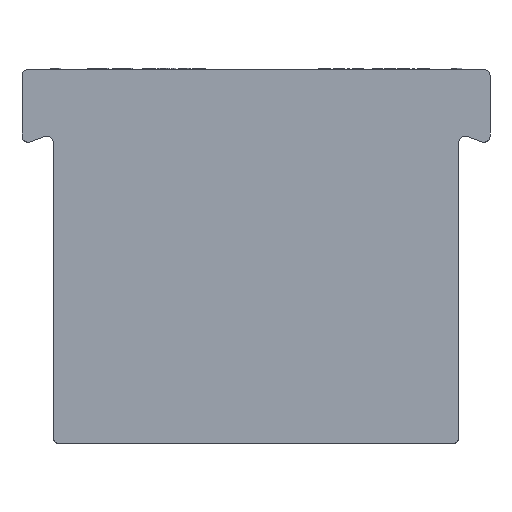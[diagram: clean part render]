
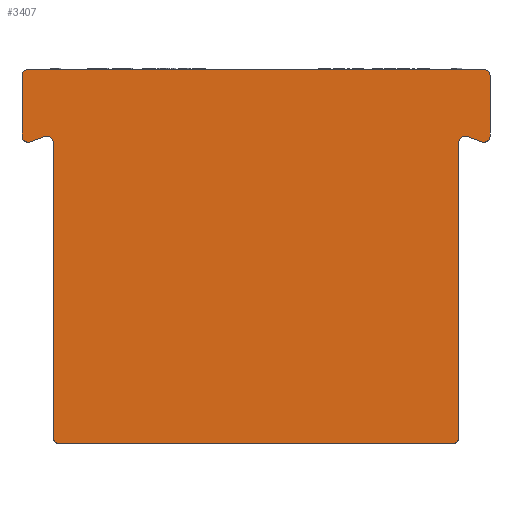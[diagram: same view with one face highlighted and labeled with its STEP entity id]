
A CAD part, left-side view. The second image highlights one B-rep face of the part: STEP entity #3407.
In plain terms, the highlighted planar face has unit normal (-1, 0, 0).
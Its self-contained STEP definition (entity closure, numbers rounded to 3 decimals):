
#81 = EDGE_CURVE ( 'NONE', #3582, #2872, #3552, .T. ) ;
#172 = VERTEX_POINT ( 'NONE', #11858 ) ;
#295 = CIRCLE ( 'NONE', #8424, 1. ) ;
#334 = VECTOR ( 'NONE', #14890, 1000. ) ;
#485 = DIRECTION ( 'NONE',  ( 0., -0.94, -0.342 ) ) ;
#526 = LINE ( 'NONE', #3919, #13368 ) ;
#614 = DIRECTION ( 'NONE',  ( -1., 0., 0. ) ) ;
#625 = AXIS2_PLACEMENT_3D ( 'NONE', #5329, #14654, #1702 ) ;
#773 = LINE ( 'NONE', #11264, #334 ) ;
#785 = VERTEX_POINT ( 'NONE', #4481 ) ;
#797 = DIRECTION ( 'NONE',  ( -1., 0., 0. ) ) ;
#857 = AXIS2_PLACEMENT_3D ( 'NONE', #11185, #7645, #14738 ) ;
#1022 = DIRECTION ( 'NONE',  ( 0., 0., -1. ) ) ;
#1055 = ORIENTED_EDGE ( 'NONE', *, *, #7233, .T. ) ;
#1131 = EDGE_LOOP ( 'NONE', ( #1796, #13116, #2163, #9378, #11292, #1576, #6538, #11507, #2645, #7548, #1055, #12698, #3257, #1847, #7581, #12560 ) ) ;
#1248 = CARTESIAN_POINT ( 'NONE',  ( 0., -32.5, -30. ) ) ;
#1349 = EDGE_CURVE ( 'NONE', #10387, #14464, #3744, .T. ) ;
#1410 = EDGE_CURVE ( 'NONE', #9293, #1465, #295, .T. ) ;
#1465 = VERTEX_POINT ( 'NONE', #9601 ) ;
#1576 = ORIENTED_EDGE ( 'NONE', *, *, #1349, .T. ) ;
#1702 = DIRECTION ( 'NONE',  ( 0., 0., -1. ) ) ;
#1796 = ORIENTED_EDGE ( 'NONE', *, *, #14395, .T. ) ;
#1847 = ORIENTED_EDGE ( 'NONE', *, *, #81, .T. ) ;
#1887 = DIRECTION ( 'NONE',  ( 0., 1., 0. ) ) ;
#1927 = CARTESIAN_POINT ( 'NONE',  ( 0., 32.5, 20. ) ) ;
#2163 = ORIENTED_EDGE ( 'NONE', *, *, #2726, .T. ) ;
#2344 = EDGE_CURVE ( 'NONE', #1465, #10387, #12188, .T. ) ;
#2373 = VERTEX_POINT ( 'NONE', #5328 ) ;
#2645 = ORIENTED_EDGE ( 'NONE', *, *, #7049, .T. ) ;
#2726 = EDGE_CURVE ( 'NONE', #8869, #9293, #526, .T. ) ;
#2872 = VERTEX_POINT ( 'NONE', #12553 ) ;
#3151 = CARTESIAN_POINT ( 'NONE',  ( 0., -37.5, 29. ) ) ;
#3214 = LINE ( 'NONE', #15015, #13304 ) ;
#3257 = ORIENTED_EDGE ( 'NONE', *, *, #14298, .F. ) ;
#3283 = EDGE_CURVE ( 'NONE', #10699, #2373, #4369, .T. ) ;
#3401 = CIRCLE ( 'NONE', #5387, 1. ) ;
#3407 = ADVANCED_FACE ( 'NONE', ( #10090 ), #11092, .F. ) ;
#3425 = CARTESIAN_POINT ( 'NONE',  ( 0., 33.5, 18.292 ) ) ;
#3552 = CIRCLE ( 'NONE', #857, 1. ) ;
#3582 = VERTEX_POINT ( 'NONE', #3151 ) ;
#3623 = EDGE_CURVE ( 'NONE', #785, #9194, #3401, .T. ) ;
#3724 = VERTEX_POINT ( 'NONE', #6251 ) ;
#3744 = CIRCLE ( 'NONE', #4975, 1. ) ;
#3919 = CARTESIAN_POINT ( 'NONE',  ( 0., 33.842, 19.232 ) ) ;
#4261 = CARTESIAN_POINT ( 'NONE',  ( 0., 32.5, -29. ) ) ;
#4369 = CIRCLE ( 'NONE', #10264, 1. ) ;
#4393 = CARTESIAN_POINT ( 'NONE',  ( 0., 31.5, -29. ) ) ;
#4463 = VERTEX_POINT ( 'NONE', #6386 ) ;
#4481 = CARTESIAN_POINT ( 'NONE',  ( 0., -31.5, -30. ) ) ;
#4516 = VECTOR ( 'NONE', #485, 1000. ) ;
#4862 = CARTESIAN_POINT ( 'NONE',  ( 0., -31.5, -29. ) ) ;
#4971 = CARTESIAN_POINT ( 'NONE',  ( 0., 31.5, -30. ) ) ;
#4975 = AXIS2_PLACEMENT_3D ( 'NONE', #4393, #6620, #13724 ) ;
#5020 = DIRECTION ( 'NONE',  ( 0., 0., -1. ) ) ;
#5328 = CARTESIAN_POINT ( 'NONE',  ( 0., -33.842, 19.232 ) ) ;
#5329 = CARTESIAN_POINT ( 'NONE',  ( 0., 36.5, 29. ) ) ;
#5340 = CIRCLE ( 'NONE', #13946, 1. ) ;
#5387 = AXIS2_PLACEMENT_3D ( 'NONE', #4862, #11945, #5020 ) ;
#5596 = CARTESIAN_POINT ( 'NONE',  ( 0., -32.5, -29. ) ) ;
#5672 = VECTOR ( 'NONE', #1887, 1000. ) ;
#5745 = VECTOR ( 'NONE', #7254, 1000. ) ;
#6234 = VECTOR ( 'NONE', #8805, 1000. ) ;
#6251 = CARTESIAN_POINT ( 'NONE',  ( 0., 36.5, 30. ) ) ;
#6380 = CARTESIAN_POINT ( 'NONE',  ( 0., -37.5, 30. ) ) ;
#6382 = CARTESIAN_POINT ( 'NONE',  ( 0., 37.5, 29. ) ) ;
#6386 = CARTESIAN_POINT ( 'NONE',  ( 0., -36.158, 18.389 ) ) ;
#6466 = DIRECTION ( 'NONE',  ( 1., 0., 0. ) ) ;
#6488 = CARTESIAN_POINT ( 'NONE',  ( 0., -36.158, 18.389 ) ) ;
#6513 = EDGE_CURVE ( 'NONE', #2872, #3724, #773, .T. ) ;
#6538 = ORIENTED_EDGE ( 'NONE', *, *, #14792, .F. ) ;
#6613 = VERTEX_POINT ( 'NONE', #6382 ) ;
#6620 = DIRECTION ( 'NONE',  ( -1., 0., 0. ) ) ;
#6833 = DIRECTION ( 'NONE',  ( 0., 0., -1. ) ) ;
#7049 = EDGE_CURVE ( 'NONE', #9194, #10699, #11810, .T. ) ;
#7233 = EDGE_CURVE ( 'NONE', #2373, #4463, #12357, .T. ) ;
#7254 = DIRECTION ( 'NONE',  ( 0., 0., 1. ) ) ;
#7453 = LINE ( 'NONE', #6380, #14017 ) ;
#7463 = CIRCLE ( 'NONE', #7723, 1. ) ;
#7546 = EDGE_CURVE ( 'NONE', #172, #8869, #7463, .T. ) ;
#7548 = ORIENTED_EDGE ( 'NONE', *, *, #3283, .T. ) ;
#7559 = DIRECTION ( 'NONE',  ( 0., 0., -1. ) ) ;
#7581 = ORIENTED_EDGE ( 'NONE', *, *, #6513, .T. ) ;
#7645 = DIRECTION ( 'NONE',  ( -1., 0., 0. ) ) ;
#7723 = AXIS2_PLACEMENT_3D ( 'NONE', #10026, #614, #7559 ) ;
#7901 = CARTESIAN_POINT ( 'NONE',  ( 0., -37.5, -30. ) ) ;
#8261 = CARTESIAN_POINT ( 'NONE',  ( 0., -37.5, 19.328 ) ) ;
#8424 = AXIS2_PLACEMENT_3D ( 'NONE', #3425, #6466, #11173 ) ;
#8601 = CARTESIAN_POINT ( 'NONE',  ( 0., -32.5, 18.292 ) ) ;
#8801 = AXIS2_PLACEMENT_3D ( 'NONE', #8938, #8867, #14639 ) ;
#8805 = DIRECTION ( 'NONE',  ( 0., 0., -1. ) ) ;
#8867 = DIRECTION ( 'NONE',  ( 1., 0., 0. ) ) ;
#8869 = VERTEX_POINT ( 'NONE', #15019 ) ;
#8938 = CARTESIAN_POINT ( 'NONE',  ( 0., -37.5, 30. ) ) ;
#8988 = CARTESIAN_POINT ( 'NONE',  ( 0., -36.5, 19.328 ) ) ;
#9055 = DIRECTION ( 'NONE',  ( 1., 0., 0. ) ) ;
#9138 = LINE ( 'NONE', #7901, #5672 ) ;
#9194 = VERTEX_POINT ( 'NONE', #5596 ) ;
#9293 = VERTEX_POINT ( 'NONE', #11338 ) ;
#9378 = ORIENTED_EDGE ( 'NONE', *, *, #1410, .T. ) ;
#9392 = CARTESIAN_POINT ( 'NONE',  ( 0., -33.5, 18.292 ) ) ;
#9601 = CARTESIAN_POINT ( 'NONE',  ( 0., 32.5, 18.292 ) ) ;
#10000 = EDGE_CURVE ( 'NONE', #4463, #12662, #5340, .T. ) ;
#10026 = CARTESIAN_POINT ( 'NONE',  ( 0., 36.5, 19.328 ) ) ;
#10090 = FACE_OUTER_BOUND ( 'NONE', #1131, .T. ) ;
#10264 = AXIS2_PLACEMENT_3D ( 'NONE', #9392, #9055, #14091 ) ;
#10387 = VERTEX_POINT ( 'NONE', #4261 ) ;
#10699 = VERTEX_POINT ( 'NONE', #8601 ) ;
#10932 = DIRECTION ( 'NONE',  ( 0., -0.94, 0.342 ) ) ;
#11092 = PLANE ( 'NONE',  #8801 ) ;
#11173 = DIRECTION ( 'NONE',  ( 0., 0., -1. ) ) ;
#11185 = CARTESIAN_POINT ( 'NONE',  ( 0., -36.5, 29. ) ) ;
#11264 = CARTESIAN_POINT ( 'NONE',  ( 0., -37.5, 30. ) ) ;
#11292 = ORIENTED_EDGE ( 'NONE', *, *, #2344, .T. ) ;
#11338 = CARTESIAN_POINT ( 'NONE',  ( 0., 33.842, 19.232 ) ) ;
#11507 = ORIENTED_EDGE ( 'NONE', *, *, #3623, .T. ) ;
#11810 = LINE ( 'NONE', #1248, #5745 ) ;
#11858 = CARTESIAN_POINT ( 'NONE',  ( 0., 37.5, 19.328 ) ) ;
#11945 = DIRECTION ( 'NONE',  ( -1., 0., 0. ) ) ;
#12188 = LINE ( 'NONE', #1927, #6234 ) ;
#12317 = DIRECTION ( 'NONE',  ( 0., 0., -1. ) ) ;
#12357 = LINE ( 'NONE', #6488, #4516 ) ;
#12431 = EDGE_CURVE ( 'NONE', #3724, #6613, #13913, .T. ) ;
#12553 = CARTESIAN_POINT ( 'NONE',  ( 0., -36.5, 30. ) ) ;
#12560 = ORIENTED_EDGE ( 'NONE', *, *, #12431, .T. ) ;
#12662 = VERTEX_POINT ( 'NONE', #8261 ) ;
#12698 = ORIENTED_EDGE ( 'NONE', *, *, #10000, .T. ) ;
#13116 = ORIENTED_EDGE ( 'NONE', *, *, #7546, .T. ) ;
#13304 = VECTOR ( 'NONE', #6833, 1000. ) ;
#13368 = VECTOR ( 'NONE', #10932, 1000. ) ;
#13724 = DIRECTION ( 'NONE',  ( 0., 0., -1. ) ) ;
#13913 = CIRCLE ( 'NONE', #625, 1. ) ;
#13946 = AXIS2_PLACEMENT_3D ( 'NONE', #8988, #797, #1022 ) ;
#14017 = VECTOR ( 'NONE', #12317, 1000. ) ;
#14091 = DIRECTION ( 'NONE',  ( 0., 0., -1. ) ) ;
#14298 = EDGE_CURVE ( 'NONE', #3582, #12662, #7453, .T. ) ;
#14395 = EDGE_CURVE ( 'NONE', #6613, #172, #3214, .T. ) ;
#14464 = VERTEX_POINT ( 'NONE', #4971 ) ;
#14639 = DIRECTION ( 'NONE',  ( 0., 0., -1. ) ) ;
#14654 = DIRECTION ( 'NONE',  ( -1., 0., 0. ) ) ;
#14738 = DIRECTION ( 'NONE',  ( 0., 0., -1. ) ) ;
#14792 = EDGE_CURVE ( 'NONE', #785, #14464, #9138, .T. ) ;
#14890 = DIRECTION ( 'NONE',  ( 0., 1., 0. ) ) ;
#15015 = CARTESIAN_POINT ( 'NONE',  ( 0., 37.5, 30. ) ) ;
#15019 = CARTESIAN_POINT ( 'NONE',  ( 0., 36.158, 18.389 ) ) ;
